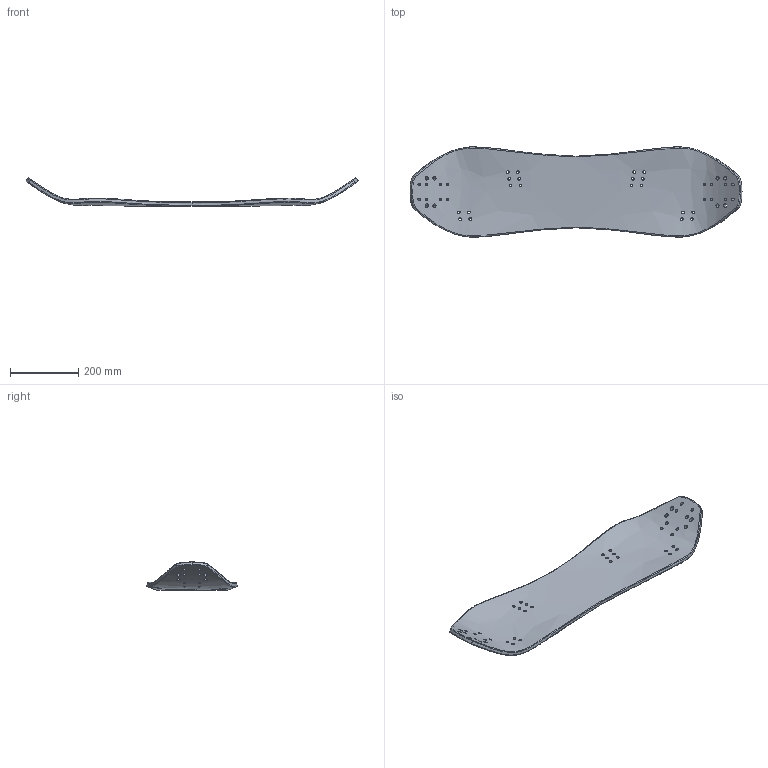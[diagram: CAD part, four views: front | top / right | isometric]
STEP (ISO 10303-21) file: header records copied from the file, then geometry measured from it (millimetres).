
FILE_DESCRIPTION(/* description */ (''),/* implementation_level */ '2;1');
FILE_NAME(/* name */ 'Haero Bro v2.step',/* time_stamp */ '2022-02-03T18:26:56-05:00',/* author */ (''),/* organization */ (''),/* preprocessor_version */ 'ST-DEVELOPER v18.1',/* originating_system */ 'Autodesk Translation Framework v10.13.0.1454',/* authorisation */ '');
FILE_SCHEMA (('AUTOMOTIVE_DESIGN { 1 0 10303 214 3 1 1 }'));
Length unit declared in the file: millimetre
Products named in the file (1): Haero Bro
Bounding box: 972.18 x 264.24 x 82.18 mm (x, y, z)
Volume: 2588036.9 mm3; surface area: 471054.8 mm2
Topology: 1 solids, 1 shells, 82 faces, 224 edges, 144 vertices
Faces by surface type: bspline 82
Entity records: 13927 total; most frequent: CARTESIAN_POINT 12159, ORIENTED_EDGE 448, EDGE_CURVE 224, EDGE_LOOP 170, B_SPLINE_CURVE_WITH_KNOTS 144, VERTEX_POINT 144, DIRECTION 106, FACE_BOUND 88
